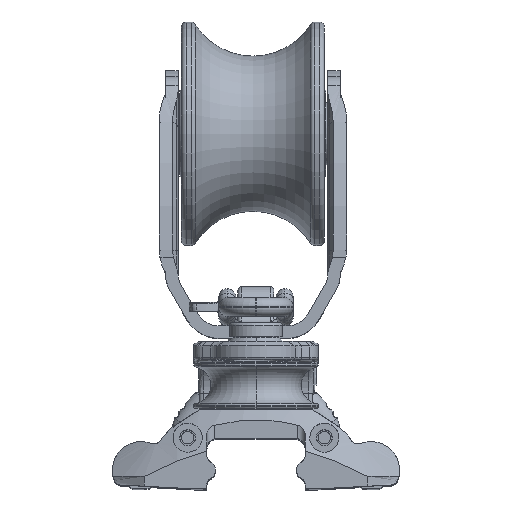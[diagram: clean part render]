
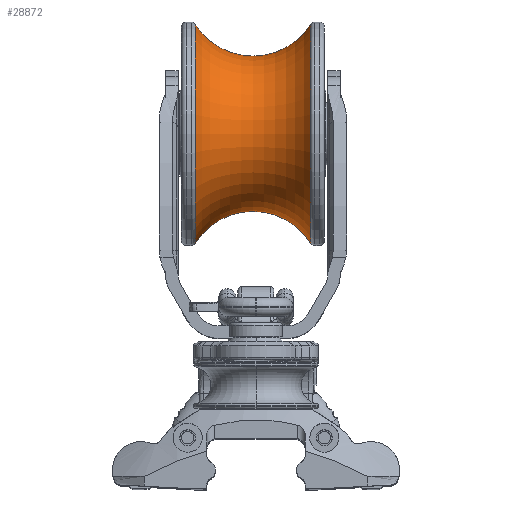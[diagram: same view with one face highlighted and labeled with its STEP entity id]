
A CAD part, top view. The second image highlights one B-rep face of the part: STEP entity #28872.
In plain terms, the highlighted toroidal (fillet/blend) face has major radius 47 mm and minor radius 22 mm.
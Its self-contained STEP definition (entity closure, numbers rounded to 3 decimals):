
#28343=CARTESIAN_POINT('',(0.,47.,0.));
#28344=DIRECTION('',(0.,0.,-1.));
#28345=DIRECTION('',(0.847,-0.532,0.));
#28346=AXIS2_PLACEMENT_3D('',#28343,#28344,#28345);
#28348=CARTESIAN_POINT('',(0.,-47.,0.));
#28349=DIRECTION('',(0.,0.,1.));
#28350=DIRECTION('',(0.847,0.532,0.));
#28351=AXIS2_PLACEMENT_3D('',#28348,#28349,#28350);
#28358=CARTESIAN_POINT('',(18.63,0.,0.));
#28359=DIRECTION('',(1.,0.,0.));
#28360=DIRECTION('',(0.,1.,0.));
#28361=AXIS2_PLACEMENT_3D('',#28358,#28359,#28360);
#28363=CARTESIAN_POINT('',(-18.63,0.,0.));
#28364=DIRECTION('',(1.,0.,0.));
#28365=DIRECTION('',(0.,1.,0.));
#28366=AXIS2_PLACEMENT_3D('',#28363,#28364,#28365);
#28555=CARTESIAN_POINT('',(18.63,35.298,0.));
#28556=VERTEX_POINT('',#28555);
#28557=CARTESIAN_POINT('',(-18.63,35.298,0.));
#28558=VERTEX_POINT('',#28557);
#28563=CARTESIAN_POINT('',(18.63,-35.298,0.));
#28564=VERTEX_POINT('',#28563);
#28565=CARTESIAN_POINT('',(-18.63,-35.298,0.));
#28566=VERTEX_POINT('',#28565);
#28860=CARTESIAN_POINT('',(0.,0.,0.));
#28861=DIRECTION('',(1.,0.,0.));
#28862=DIRECTION('',(0.,-1.,0.));
#28863=AXIS2_PLACEMENT_3D('',#28860,#28861,#28862);
#28864=TOROIDAL_SURFACE('',#28863,47.,22.);
#28865=ORIENTED_EDGE('',*,*,#28850,.F.);
#28866=ORIENTED_EDGE('',*,*,#28827,.T.);
#28867=ORIENTED_EDGE('',*,*,#28854,.T.);
#28869=ORIENTED_EDGE('',*,*,#28868,.F.);
#28870=EDGE_LOOP('',(#28865,#28866,#28867,#28869));
#28871=FACE_OUTER_BOUND('',#28870,.F.);
#28872=ADVANCED_FACE('',(#28871),#28864,.F.);
#28347=CIRCLE('',#28346,22.);
#28352=CIRCLE('',#28351,22.);
#28362=CIRCLE('',#28361,35.298);
#28367=CIRCLE('',#28366,35.298);
#28827=EDGE_CURVE('',#28556,#28564,#28362,.T.);
#28850=EDGE_CURVE('',#28556,#28558,#28347,.T.);
#28854=EDGE_CURVE('',#28564,#28566,#28352,.T.);
#28868=EDGE_CURVE('',#28558,#28566,#28367,.T.);
